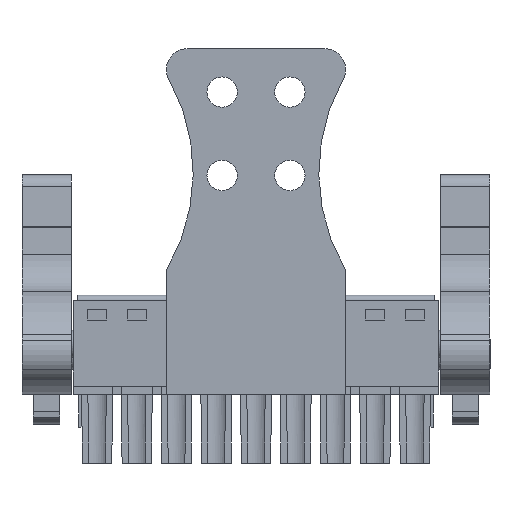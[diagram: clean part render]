
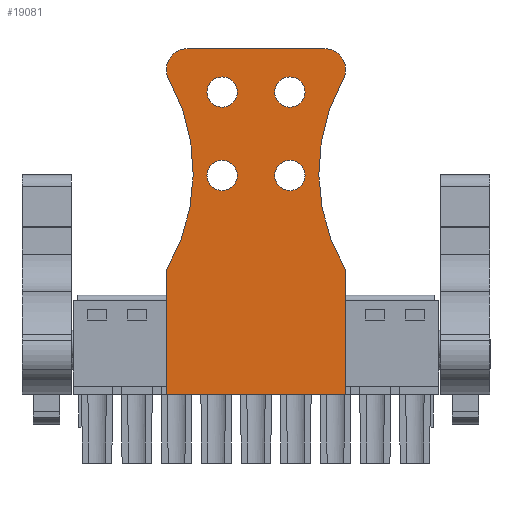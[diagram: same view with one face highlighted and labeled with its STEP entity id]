
A CAD part, front view. The second image highlights one B-rep face of the part: STEP entity #19081.
In plain terms, the highlighted planar face has unit normal (0, -1, 0).
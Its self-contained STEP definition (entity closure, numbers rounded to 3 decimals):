
#18747=AXIS2_PLACEMENT_3D('Circle Axis2P3D',#18745,#18746,$) ;
#18771=AXIS2_PLACEMENT_3D('Circle Axis2P3D',#18769,#18770,$) ;
#18819=AXIS2_PLACEMENT_3D('Circle Axis2P3D',#18817,#18818,$) ;
#18843=AXIS2_PLACEMENT_3D('Circle Axis2P3D',#18841,#18842,$) ;
#18867=AXIS2_PLACEMENT_3D('Circle Axis2P3D',#18865,#18866,$) ;
#18891=AXIS2_PLACEMENT_3D('Circle Axis2P3D',#18889,#18890,$) ;
#18915=AXIS2_PLACEMENT_3D('Circle Axis2P3D',#18913,#18914,$) ;
#18939=AXIS2_PLACEMENT_3D('Circle Axis2P3D',#18937,#18938,$) ;
#18963=AXIS2_PLACEMENT_3D('Circle Axis2P3D',#18961,#18962,$) ;
#18987=AXIS2_PLACEMENT_3D('Circle Axis2P3D',#18985,#18986,$) ;
#19011=AXIS2_PLACEMENT_3D('Circle Axis2P3D',#19009,#19010,$) ;
#19035=AXIS2_PLACEMENT_3D('Circle Axis2P3D',#19033,#19034,$) ;
#19048=AXIS2_PLACEMENT_3D('Plane Axis2P3D',#19045,#19046,#19047) ;
#18620=CARTESIAN_POINT('Vertex',(31.,0.,18.601)) ;
#18623=CARTESIAN_POINT('Line Origine',(31.,0.,12.6)) ;
#18627=CARTESIAN_POINT('Vertex',(31.,0.,6.6)) ;
#18709=CARTESIAN_POINT('Vertex',(13.88,0.,6.6)) ;
#18712=CARTESIAN_POINT('Line Origine',(13.88,0.,12.6)) ;
#18716=CARTESIAN_POINT('Vertex',(13.88,0.,18.601)) ;
#18745=CARTESIAN_POINT('Axis2P3D Location',(-1.775,0.,27.873)) ;
#18749=CARTESIAN_POINT('Vertex',(14.096,0.,36.772)) ;
#18769=CARTESIAN_POINT('Axis2P3D Location',(15.84,0.,37.75)) ;
#18773=CARTESIAN_POINT('Vertex',(15.84,0.,39.75)) ;
#18793=CARTESIAN_POINT('Line Origine',(22.44,0.,39.75)) ;
#18797=CARTESIAN_POINT('Vertex',(29.04,0.,39.75)) ;
#18817=CARTESIAN_POINT('Axis2P3D Location',(29.04,0.,37.75)) ;
#18821=CARTESIAN_POINT('Vertex',(30.784,0.,36.772)) ;
#18841=CARTESIAN_POINT('Axis2P3D Location',(46.655,0.,27.873)) ;
#18862=CARTESIAN_POINT('Vertex',(20.64,0.,27.6)) ;
#18865=CARTESIAN_POINT('Axis2P3D Location',(19.19,0.,27.6)) ;
#18869=CARTESIAN_POINT('Vertex',(17.74,0.,27.6)) ;
#18889=CARTESIAN_POINT('Axis2P3D Location',(19.19,0.,27.6)) ;
#18910=CARTESIAN_POINT('Vertex',(17.74,0.,35.6)) ;
#18913=CARTESIAN_POINT('Axis2P3D Location',(19.19,0.,35.6)) ;
#18917=CARTESIAN_POINT('Vertex',(20.64,0.,35.6)) ;
#18937=CARTESIAN_POINT('Axis2P3D Location',(19.19,0.,35.6)) ;
#18958=CARTESIAN_POINT('Vertex',(24.24,0.,27.6)) ;
#18961=CARTESIAN_POINT('Axis2P3D Location',(25.69,0.,27.6)) ;
#18965=CARTESIAN_POINT('Vertex',(27.14,0.,27.6)) ;
#18985=CARTESIAN_POINT('Axis2P3D Location',(25.69,0.,27.6)) ;
#19006=CARTESIAN_POINT('Vertex',(24.24,0.,35.6)) ;
#19009=CARTESIAN_POINT('Axis2P3D Location',(25.69,0.,35.6)) ;
#19013=CARTESIAN_POINT('Vertex',(27.14,0.,35.6)) ;
#19033=CARTESIAN_POINT('Axis2P3D Location',(25.69,0.,35.6)) ;
#19045=CARTESIAN_POINT('Axis2P3D Location',(6.805,0.,-2.35)) ;
#19050=CARTESIAN_POINT('Line Origine',(22.44,0.,6.6)) ;
#18624=DIRECTION('Vector Direction',(0.,0.,-1.)) ;
#18713=DIRECTION('Vector Direction',(0.,0.,1.)) ;
#18746=DIRECTION('Axis2P3D Direction',(0.,1.,-0.)) ;
#18770=DIRECTION('Axis2P3D Direction',(0.,1.,0.)) ;
#18794=DIRECTION('Vector Direction',(-1.,0.,0.)) ;
#18818=DIRECTION('Axis2P3D Direction',(0.,1.,-0.)) ;
#18842=DIRECTION('Axis2P3D Direction',(0.,1.,0.)) ;
#18866=DIRECTION('Axis2P3D Direction',(0.,1.,0.)) ;
#18890=DIRECTION('Axis2P3D Direction',(0.,1.,0.)) ;
#18914=DIRECTION('Axis2P3D Direction',(0.,1.,-0.)) ;
#18938=DIRECTION('Axis2P3D Direction',(0.,1.,-0.)) ;
#18962=DIRECTION('Axis2P3D Direction',(0.,1.,0.)) ;
#18986=DIRECTION('Axis2P3D Direction',(0.,1.,-0.)) ;
#19010=DIRECTION('Axis2P3D Direction',(0.,1.,0.)) ;
#19034=DIRECTION('Axis2P3D Direction',(0.,1.,-0.)) ;
#19046=DIRECTION('Axis2P3D Direction',(0.,1.,-0.)) ;
#19047=DIRECTION('Axis2P3D XDirection',(-1.,0.,0.)) ;
#19051=DIRECTION('Vector Direction',(1.,0.,0.)) ;
#18625=VECTOR('Line Direction',#18624,1.) ;
#18714=VECTOR('Line Direction',#18713,1.) ;
#18795=VECTOR('Line Direction',#18794,1.) ;
#19052=VECTOR('Line Direction',#19051,1.) ;
#19056=ORIENTED_EDGE('',*,*,#18845,.F.) ;
#19057=ORIENTED_EDGE('',*,*,#18823,.F.) ;
#19058=ORIENTED_EDGE('',*,*,#18799,.F.) ;
#19059=ORIENTED_EDGE('',*,*,#18775,.F.) ;
#19060=ORIENTED_EDGE('',*,*,#18751,.F.) ;
#19061=ORIENTED_EDGE('',*,*,#18718,.F.) ;
#19062=ORIENTED_EDGE('',*,*,#19054,.F.) ;
#19063=ORIENTED_EDGE('',*,*,#18629,.F.) ;
#19066=ORIENTED_EDGE('',*,*,#18893,.T.) ;
#19067=ORIENTED_EDGE('',*,*,#18871,.T.) ;
#19070=ORIENTED_EDGE('',*,*,#18941,.T.) ;
#19071=ORIENTED_EDGE('',*,*,#18919,.T.) ;
#19074=ORIENTED_EDGE('',*,*,#18989,.T.) ;
#19075=ORIENTED_EDGE('',*,*,#18967,.T.) ;
#19078=ORIENTED_EDGE('',*,*,#19037,.T.) ;
#19079=ORIENTED_EDGE('',*,*,#19015,.T.) ;
#19068=FACE_BOUND('',#19065,.T.) ;
#19072=FACE_BOUND('',#19069,.T.) ;
#19076=FACE_BOUND('',#19073,.T.) ;
#19080=FACE_BOUND('',#19077,.T.) ;
#19081=ADVANCED_FACE('Strain relief',(#19064,#19068,#19072,#19076,#19080),#19049,.F.) ;
#18748=CIRCLE('generated circle',#18747,18.195) ;
#18772=CIRCLE('generated circle',#18771,2.) ;
#18820=CIRCLE('generated circle',#18819,2.) ;
#18844=CIRCLE('generated circle',#18843,18.195) ;
#18868=CIRCLE('generated circle',#18867,1.45) ;
#18892=CIRCLE('generated circle',#18891,1.45) ;
#18916=CIRCLE('generated circle',#18915,1.45) ;
#18940=CIRCLE('generated circle',#18939,1.45) ;
#18964=CIRCLE('generated circle',#18963,1.45) ;
#18988=CIRCLE('generated circle',#18987,1.45) ;
#19012=CIRCLE('generated circle',#19011,1.45) ;
#19036=CIRCLE('generated circle',#19035,1.45) ;
#18629=EDGE_CURVE('',#18621,#18628,#18626,.T.) ;
#18718=EDGE_CURVE('',#18710,#18717,#18715,.T.) ;
#18751=EDGE_CURVE('',#18717,#18750,#18748,.F.) ;
#18775=EDGE_CURVE('',#18750,#18774,#18772,.T.) ;
#18799=EDGE_CURVE('',#18774,#18798,#18796,.F.) ;
#18823=EDGE_CURVE('',#18798,#18822,#18820,.T.) ;
#18845=EDGE_CURVE('',#18822,#18621,#18844,.F.) ;
#18871=EDGE_CURVE('',#18870,#18863,#18868,.T.) ;
#18893=EDGE_CURVE('',#18863,#18870,#18892,.T.) ;
#18919=EDGE_CURVE('',#18918,#18911,#18916,.T.) ;
#18941=EDGE_CURVE('',#18911,#18918,#18940,.T.) ;
#18967=EDGE_CURVE('',#18966,#18959,#18964,.T.) ;
#18989=EDGE_CURVE('',#18959,#18966,#18988,.T.) ;
#19015=EDGE_CURVE('',#19014,#19007,#19012,.T.) ;
#19037=EDGE_CURVE('',#19007,#19014,#19036,.T.) ;
#19054=EDGE_CURVE('',#18628,#18710,#19053,.F.) ;
#19055=EDGE_LOOP('',(#19056,#19057,#19058,#19059,#19060,#19061,#19062,#19063)) ;
#19065=EDGE_LOOP('',(#19066,#19067)) ;
#19069=EDGE_LOOP('',(#19070,#19071)) ;
#19073=EDGE_LOOP('',(#19074,#19075)) ;
#19077=EDGE_LOOP('',(#19078,#19079)) ;
#19064=FACE_OUTER_BOUND('',#19055,.T.) ;
#18626=LINE('Line',#18623,#18625) ;
#18715=LINE('Line',#18712,#18714) ;
#18796=LINE('Line',#18793,#18795) ;
#19053=LINE('Line',#19050,#19052) ;
#19049=PLANE('',#19048) ;
#18621=VERTEX_POINT('',#18620) ;
#18628=VERTEX_POINT('',#18627) ;
#18710=VERTEX_POINT('',#18709) ;
#18717=VERTEX_POINT('',#18716) ;
#18750=VERTEX_POINT('',#18749) ;
#18774=VERTEX_POINT('',#18773) ;
#18798=VERTEX_POINT('',#18797) ;
#18822=VERTEX_POINT('',#18821) ;
#18863=VERTEX_POINT('',#18862) ;
#18870=VERTEX_POINT('',#18869) ;
#18911=VERTEX_POINT('',#18910) ;
#18918=VERTEX_POINT('',#18917) ;
#18959=VERTEX_POINT('',#18958) ;
#18966=VERTEX_POINT('',#18965) ;
#19007=VERTEX_POINT('',#19006) ;
#19014=VERTEX_POINT('',#19013) ;
